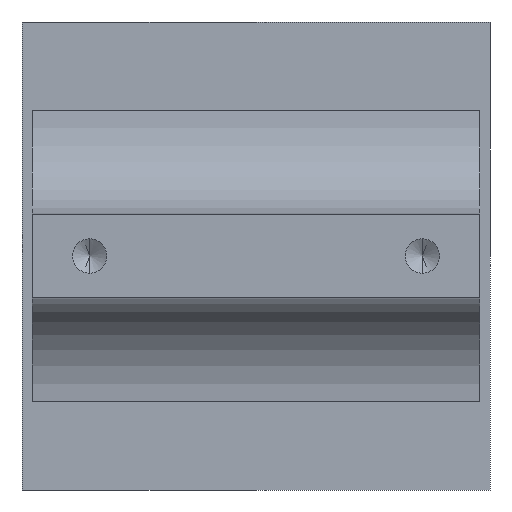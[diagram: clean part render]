
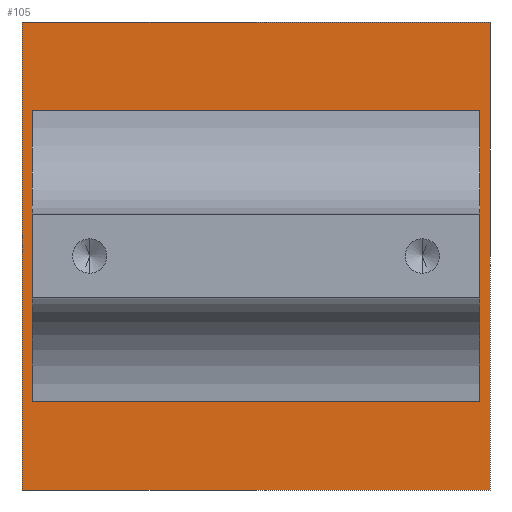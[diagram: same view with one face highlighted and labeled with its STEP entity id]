
A CAD part, front view. The second image highlights one B-rep face of the part: STEP entity #105.
In plain terms, the highlighted planar face has unit normal (0, -1, 0).
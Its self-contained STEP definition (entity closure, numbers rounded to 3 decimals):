
#9 = DIRECTION ( 'NONE',  ( 0., 0., -1. ) ) ;
#28 = ORIENTED_EDGE ( 'NONE', *, *, #603, .F. ) ;
#33 = LINE ( 'NONE', #138, #211 ) ;
#34 = CARTESIAN_POINT ( 'NONE',  ( -22.5, 17.5, 22.5 ) ) ;
#47 = DIRECTION ( 'NONE',  ( 0., 0., 1. ) ) ;
#66 = VECTOR ( 'NONE', #1203, 1000. ) ;
#78 = ORIENTED_EDGE ( 'NONE', *, *, #550, .T. ) ;
#94 = ORIENTED_EDGE ( 'NONE', *, *, #578, .F. ) ;
#105 = ADVANCED_FACE ( 'NONE', ( #754, #1456 ), #654, .F. ) ;
#117 = CARTESIAN_POINT ( 'NONE',  ( 22.5, 17.5, 22.5 ) ) ;
#138 = CARTESIAN_POINT ( 'NONE',  ( 22.5, 17.5, -22.5 ) ) ;
#144 = LINE ( 'NONE', #1300, #1361 ) ;
#147 = LINE ( 'NONE', #397, #388 ) ;
#155 = CARTESIAN_POINT ( 'NONE',  ( -21.5, 17.5, -22.5 ) ) ;
#169 = VECTOR ( 'NONE', #1299, 1000. ) ;
#178 = VERTEX_POINT ( 'NONE', #1096 ) ;
#206 = VERTEX_POINT ( 'NONE', #1394 ) ;
#211 = VECTOR ( 'NONE', #478, 1000. ) ;
#213 = DIRECTION ( 'NONE',  ( -1., 0., 0. ) ) ;
#292 = VECTOR ( 'NONE', #213, 1000. ) ;
#321 = EDGE_LOOP ( 'NONE', ( #28, #921, #78, #892 ) ) ;
#352 = CARTESIAN_POINT ( 'NONE',  ( 22.5, 17.5, -22.5 ) ) ;
#388 = VECTOR ( 'NONE', #1084, 1000. ) ;
#397 = CARTESIAN_POINT ( 'NONE',  ( 22.5, 17.5, 14. ) ) ;
#437 = VERTEX_POINT ( 'NONE', #605 ) ;
#478 = DIRECTION ( 'NONE',  ( -1., 0., 0. ) ) ;
#500 = LINE ( 'NONE', #619, #169 ) ;
#514 = EDGE_CURVE ( 'NONE', #1497, #437, #500, .T. ) ;
#517 = EDGE_LOOP ( 'NONE', ( #1183, #825, #1470, #94 ) ) ;
#550 = EDGE_CURVE ( 'NONE', #623, #988, #144, .T. ) ;
#578 = EDGE_CURVE ( 'NONE', #437, #206, #147, .T. ) ;
#590 = LINE ( 'NONE', #1078, #1110 ) ;
#596 = VECTOR ( 'NONE', #1015, 1000. ) ;
#603 = EDGE_CURVE ( 'NONE', #178, #877, #590, .T. ) ;
#605 = CARTESIAN_POINT ( 'NONE',  ( 21.5, 17.5, 14. ) ) ;
#619 = CARTESIAN_POINT ( 'NONE',  ( 21.5, 17.5, -22.5 ) ) ;
#623 = VERTEX_POINT ( 'NONE', #34 ) ;
#631 = LINE ( 'NONE', #1350, #596 ) ;
#654 = PLANE ( 'NONE',  #911 ) ;
#664 = LINE ( 'NONE', #117, #292 ) ;
#706 = DIRECTION ( 'NONE',  ( 0., 0., -1. ) ) ;
#707 = VERTEX_POINT ( 'NONE', #840 ) ;
#722 = EDGE_CURVE ( 'NONE', #707, #206, #1190, .T. ) ;
#754 = FACE_BOUND ( 'NONE', #517, .T. ) ;
#762 = DIRECTION ( 'NONE',  ( 0., 1., 0. ) ) ;
#825 = ORIENTED_EDGE ( 'NONE', *, *, #1202, .T. ) ;
#840 = CARTESIAN_POINT ( 'NONE',  ( -21.5, 17.5, -14. ) ) ;
#851 = EDGE_CURVE ( 'NONE', #178, #623, #664, .T. ) ;
#877 = VERTEX_POINT ( 'NONE', #352 ) ;
#892 = ORIENTED_EDGE ( 'NONE', *, *, #1382, .F. ) ;
#911 = AXIS2_PLACEMENT_3D ( 'NONE', #1362, #762, #47 ) ;
#921 = ORIENTED_EDGE ( 'NONE', *, *, #851, .T. ) ;
#936 = CARTESIAN_POINT ( 'NONE',  ( -22.5, 17.5, -22.5 ) ) ;
#988 = VERTEX_POINT ( 'NONE', #936 ) ;
#1015 = DIRECTION ( 'NONE',  ( -1., 0., 0. ) ) ;
#1078 = CARTESIAN_POINT ( 'NONE',  ( 22.5, 17.5, -14. ) ) ;
#1084 = DIRECTION ( 'NONE',  ( -1., 0., 0. ) ) ;
#1096 = CARTESIAN_POINT ( 'NONE',  ( 22.5, 17.5, 22.5 ) ) ;
#1110 = VECTOR ( 'NONE', #706, 1000. ) ;
#1183 = ORIENTED_EDGE ( 'NONE', *, *, #514, .F. ) ;
#1190 = LINE ( 'NONE', #155, #66 ) ;
#1202 = EDGE_CURVE ( 'NONE', #1497, #707, #631, .T. ) ;
#1203 = DIRECTION ( 'NONE',  ( 0., 0., 1. ) ) ;
#1299 = DIRECTION ( 'NONE',  ( 0., 0., 1. ) ) ;
#1300 = CARTESIAN_POINT ( 'NONE',  ( -22.5, 17.5, 22.5 ) ) ;
#1350 = CARTESIAN_POINT ( 'NONE',  ( 22.5, 17.5, -14. ) ) ;
#1361 = VECTOR ( 'NONE', #9, 1000. ) ;
#1362 = CARTESIAN_POINT ( 'NONE',  ( 22.5, 17.5, 22.5 ) ) ;
#1382 = EDGE_CURVE ( 'NONE', #877, #988, #33, .T. ) ;
#1394 = CARTESIAN_POINT ( 'NONE',  ( -21.5, 17.5, 14. ) ) ;
#1442 = CARTESIAN_POINT ( 'NONE',  ( 21.5, 17.5, -14. ) ) ;
#1456 = FACE_OUTER_BOUND ( 'NONE', #321, .T. ) ;
#1470 = ORIENTED_EDGE ( 'NONE', *, *, #722, .T. ) ;
#1497 = VERTEX_POINT ( 'NONE', #1442 ) ;
